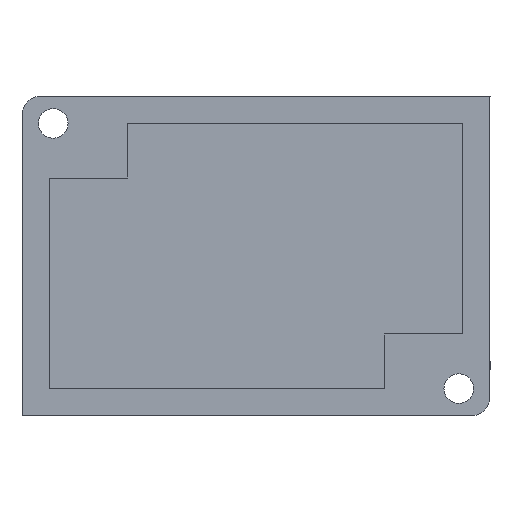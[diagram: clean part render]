
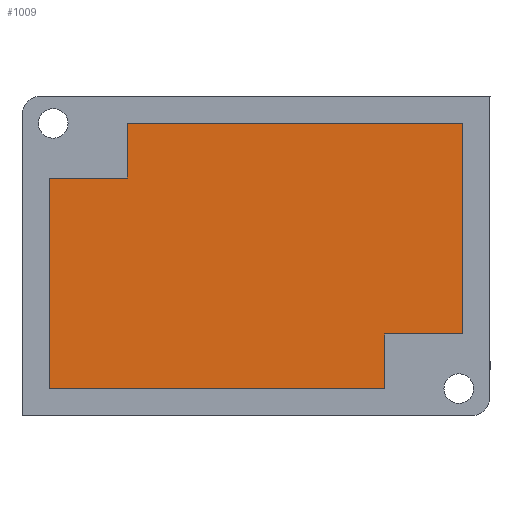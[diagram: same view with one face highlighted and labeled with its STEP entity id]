
A CAD part, front view. The second image highlights one B-rep face of the part: STEP entity #1009.
In plain terms, the highlighted planar face has unit normal (0, -1, 0).
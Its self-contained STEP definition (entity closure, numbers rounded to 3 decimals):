
#5 = VERTEX_POINT ( 'NONE', #675 ) ;
#19 = DIRECTION ( 'NONE',  ( -1., 0., 0. ) ) ;
#30 = ORIENTED_EDGE ( 'NONE', *, *, #566, .T. ) ;
#73 = CARTESIAN_POINT ( 'NONE',  ( 26.5, 0.2, -10. ) ) ;
#74 = ORIENTED_EDGE ( 'NONE', *, *, #941, .T. ) ;
#101 = LINE ( 'NONE', #777, #369 ) ;
#103 = VECTOR ( 'NONE', #743, 1000. ) ;
#109 = DIRECTION ( 'NONE',  ( 0., 1., 0. ) ) ;
#149 = AXIS2_PLACEMENT_3D ( 'NONE', #297, #109, #848 ) ;
#165 = VECTOR ( 'NONE', #734, 1000. ) ;
#181 = EDGE_CURVE ( 'NONE', #887, #844, #1198, .T. ) ;
#207 = CARTESIAN_POINT ( 'NONE',  ( 16.5, 0.2, -10. ) ) ;
#211 = DIRECTION ( 'NONE',  ( 0., 0., -1. ) ) ;
#222 = VERTEX_POINT ( 'NONE', #355 ) ;
#228 = ORIENTED_EDGE ( 'NONE', *, *, #1016, .T. ) ;
#297 = CARTESIAN_POINT ( 'NONE',  ( 26.5, 0.2, -10. ) ) ;
#301 = LINE ( 'NONE', #1089, #165 ) ;
#316 = VECTOR ( 'NONE', #19, 1000. ) ;
#324 = CARTESIAN_POINT ( 'NONE',  ( 16.5, 0.2, -10. ) ) ;
#325 = LINE ( 'NONE', #324, #892 ) ;
#338 = CARTESIAN_POINT ( 'NONE',  ( -26.5, 0.2, -17. ) ) ;
#355 = CARTESIAN_POINT ( 'NONE',  ( -16.5, 0.2, 10. ) ) ;
#361 = VERTEX_POINT ( 'NONE', #73 ) ;
#369 = VECTOR ( 'NONE', #211, 1000. ) ;
#371 = CARTESIAN_POINT ( 'NONE',  ( 26.5, 0.2, 17. ) ) ;
#393 = DIRECTION ( 'NONE',  ( -1., 0., 0. ) ) ;
#409 = DIRECTION ( 'NONE',  ( 1., 0., 0. ) ) ;
#483 = LINE ( 'NONE', #748, #103 ) ;
#496 = CARTESIAN_POINT ( 'NONE',  ( 16.5, 0.2, -17. ) ) ;
#506 = ORIENTED_EDGE ( 'NONE', *, *, #1128, .T. ) ;
#524 = VECTOR ( 'NONE', #1159, 1000. ) ;
#558 = VECTOR ( 'NONE', #393, 1000. ) ;
#564 = CARTESIAN_POINT ( 'NONE',  ( -26.5, 0.2, 10. ) ) ;
#566 = EDGE_CURVE ( 'NONE', #945, #361, #794, .T. ) ;
#588 = EDGE_CURVE ( 'NONE', #1133, #945, #325, .T. ) ;
#595 = EDGE_LOOP ( 'NONE', ( #74, #916, #506, #228, #1120, #608, #901, #30 ) ) ;
#608 = ORIENTED_EDGE ( 'NONE', *, *, #744, .T. ) ;
#675 = CARTESIAN_POINT ( 'NONE',  ( -16.5, 0.2, 17. ) ) ;
#702 = FACE_OUTER_BOUND ( 'NONE', #595, .T. ) ;
#734 = DIRECTION ( 'NONE',  ( 1., 0., 0. ) ) ;
#737 = CARTESIAN_POINT ( 'NONE',  ( -26.5, 0.2, -17. ) ) ;
#743 = DIRECTION ( 'NONE',  ( 0., 0., 1. ) ) ;
#744 = EDGE_CURVE ( 'NONE', #844, #1133, #301, .T. ) ;
#748 = CARTESIAN_POINT ( 'NONE',  ( 26.5, 0.2, 17. ) ) ;
#777 = CARTESIAN_POINT ( 'NONE',  ( -16.5, 0.2, 10. ) ) ;
#781 = VERTEX_POINT ( 'NONE', #371 ) ;
#794 = LINE ( 'NONE', #962, #905 ) ;
#839 = PLANE ( 'NONE',  #149 ) ;
#844 = VERTEX_POINT ( 'NONE', #737 ) ;
#848 = DIRECTION ( 'NONE',  ( 0., 0., 1. ) ) ;
#871 = LINE ( 'NONE', #950, #316 ) ;
#887 = VERTEX_POINT ( 'NONE', #564 ) ;
#892 = VECTOR ( 'NONE', #958, 1000. ) ;
#901 = ORIENTED_EDGE ( 'NONE', *, *, #588, .T. ) ;
#905 = VECTOR ( 'NONE', #409, 1000. ) ;
#916 = ORIENTED_EDGE ( 'NONE', *, *, #968, .T. ) ;
#924 = CARTESIAN_POINT ( 'NONE',  ( -16.5, 0.2, 17. ) ) ;
#941 = EDGE_CURVE ( 'NONE', #361, #781, #483, .T. ) ;
#945 = VERTEX_POINT ( 'NONE', #207 ) ;
#950 = CARTESIAN_POINT ( 'NONE',  ( -26.5, 0.2, 10. ) ) ;
#958 = DIRECTION ( 'NONE',  ( 0., 0., 1. ) ) ;
#962 = CARTESIAN_POINT ( 'NONE',  ( 26.5, 0.2, -10. ) ) ;
#968 = EDGE_CURVE ( 'NONE', #781, #5, #1144, .T. ) ;
#1009 = ADVANCED_FACE ( 'NONE', ( #702 ), #839, .F. ) ;
#1016 = EDGE_CURVE ( 'NONE', #222, #887, #871, .T. ) ;
#1089 = CARTESIAN_POINT ( 'NONE',  ( 16.5, 0.2, -17. ) ) ;
#1120 = ORIENTED_EDGE ( 'NONE', *, *, #181, .T. ) ;
#1128 = EDGE_CURVE ( 'NONE', #5, #222, #101, .T. ) ;
#1133 = VERTEX_POINT ( 'NONE', #496 ) ;
#1144 = LINE ( 'NONE', #924, #558 ) ;
#1159 = DIRECTION ( 'NONE',  ( 0., 0., -1. ) ) ;
#1198 = LINE ( 'NONE', #338, #524 ) ;
